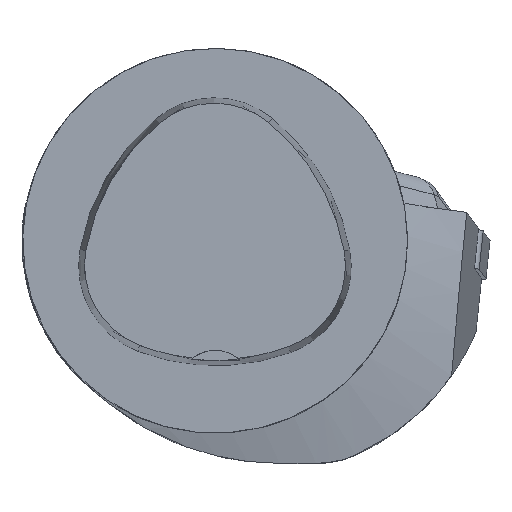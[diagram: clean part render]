
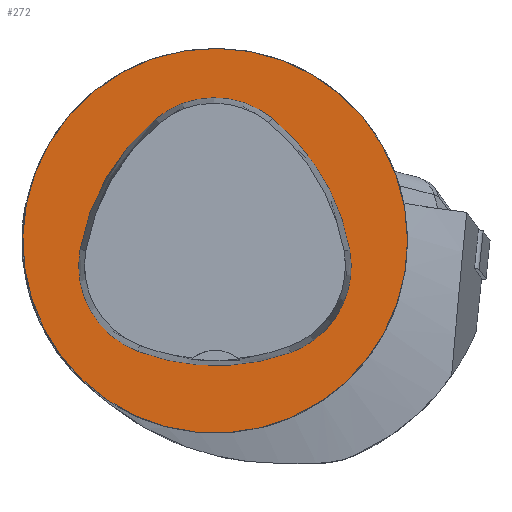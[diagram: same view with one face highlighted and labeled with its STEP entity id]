
A CAD part, top view. The second image highlights one B-rep face of the part: STEP entity #272.
In plain terms, the highlighted planar face has unit normal (0, 0, 1).
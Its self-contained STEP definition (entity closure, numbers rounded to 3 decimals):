
#272=ADVANCED_FACE('',(#640,#641),#342,.T.);
#342=PLANE('',#1775);
#640=FACE_BOUND('',#686,.T.);
#641=FACE_BOUND('',#687,.T.);
#686=EDGE_LOOP('',(#937,#938,#939,#940,#941,#942));
#687=EDGE_LOOP('',(#943));
#937=ORIENTED_EDGE('',*,*,#1471,.F.);
#938=ORIENTED_EDGE('',*,*,#1466,.F.);
#939=ORIENTED_EDGE('',*,*,#1461,.F.);
#940=ORIENTED_EDGE('',*,*,#1458,.F.);
#941=ORIENTED_EDGE('',*,*,#1455,.F.);
#942=ORIENTED_EDGE('',*,*,#1451,.F.);
#943=ORIENTED_EDGE('',*,*,#1441,.T.);
#1271=VERTEX_POINT('',#2650);
#1280=VERTEX_POINT('',#2670);
#1281=VERTEX_POINT('',#2671);
#1284=VERTEX_POINT('',#2679);
#1286=VERTEX_POINT('',#2685);
#1288=VERTEX_POINT('',#2691);
#1292=VERTEX_POINT('',#2704);
#1441=EDGE_CURVE('',#1271,#1271,#1580,.T.);
#1451=EDGE_CURVE('',#1280,#1281,#1581,.T.);
#1455=EDGE_CURVE('',#1281,#1284,#1583,.T.);
#1458=EDGE_CURVE('',#1284,#1286,#1585,.T.);
#1461=EDGE_CURVE('',#1286,#1288,#1587,.T.);
#1466=EDGE_CURVE('',#1288,#1292,#1590,.T.);
#1471=EDGE_CURVE('',#1292,#1280,#1593,.T.);
#1580=CIRCLE('',#1746,31.5);
#1581=CIRCLE('',#1753,36.);
#1583=CIRCLE('',#1756,15.);
#1585=CIRCLE('',#1759,36.);
#1587=CIRCLE('',#1762,15.);
#1590=CIRCLE('',#1766,36.);
#1593=CIRCLE('',#1770,15.);
#1746=AXIS2_PLACEMENT_3D('',#2649,#2029,#2030);
#1753=AXIS2_PLACEMENT_3D('',#2669,#2047,#2048);
#1756=AXIS2_PLACEMENT_3D('',#2678,#2055,#2056);
#1759=AXIS2_PLACEMENT_3D('',#2684,#2062,#2063);
#1762=AXIS2_PLACEMENT_3D('',#2690,#2069,#2070);
#1766=AXIS2_PLACEMENT_3D('',#2703,#2078,#2079);
#1770=AXIS2_PLACEMENT_3D('',#2716,#2087,#2088);
#1775=AXIS2_PLACEMENT_3D('',#2721,#2097,#2098);
#2029=DIRECTION('',(0.,0.,1.));
#2030=DIRECTION('',(1.,0.,0.));
#2047=DIRECTION('',(0.,0.,1.));
#2048=DIRECTION('',(1.,0.,0.));
#2055=DIRECTION('',(0.,0.,1.));
#2056=DIRECTION('',(1.,0.,0.));
#2062=DIRECTION('',(0.,0.,1.));
#2063=DIRECTION('',(1.,0.,0.));
#2069=DIRECTION('',(0.,0.,1.));
#2070=DIRECTION('',(1.,0.,0.));
#2078=DIRECTION('',(0.,0.,1.));
#2079=DIRECTION('',(1.,0.,0.));
#2087=DIRECTION('',(0.,0.,1.));
#2088=DIRECTION('',(1.,0.,0.));
#2097=DIRECTION('',(0.,0.,1.));
#2098=DIRECTION('',(-1.,0.,0.));
#2649=CARTESIAN_POINT('',(0.,0.,0.));
#2650=CARTESIAN_POINT('',(31.5,0.,0.));
#2669=CARTESIAN_POINT('',(-13.398,-7.893,0.));
#2670=CARTESIAN_POINT('',(22.041,-1.562,0.));
#2671=CARTESIAN_POINT('',(9.317,20.036,0.));
#2678=CARTESIAN_POINT('',(-0.148,8.399,0.));
#2679=CARTESIAN_POINT('',(-9.779,19.898,0.));
#2684=CARTESIAN_POINT('',(13.337,-7.7,0.));
#2685=CARTESIAN_POINT('',(-22.122,-1.48,0.));
#2690=CARTESIAN_POINT('',(-7.347,-4.071,0.));
#2691=CARTESIAN_POINT('',(-12.693,-18.087,0.));
#2703=CARTESIAN_POINT('',(0.137,15.55,0.));
#2704=CARTESIAN_POINT('',(12.373,-18.307,0.));
#2716=CARTESIAN_POINT('',(7.275,-4.2,0.));
#2721=CARTESIAN_POINT('',(0.,0.,0.));
